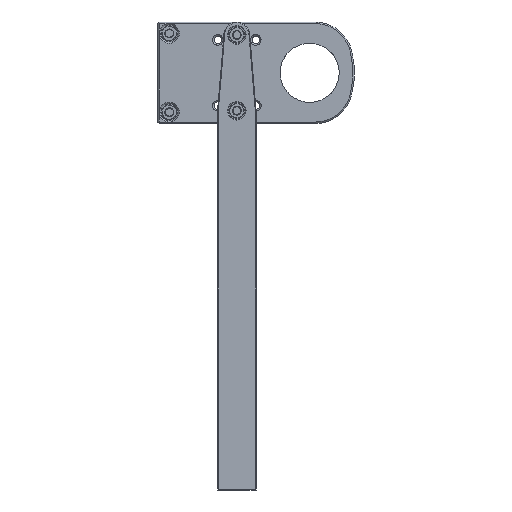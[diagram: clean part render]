
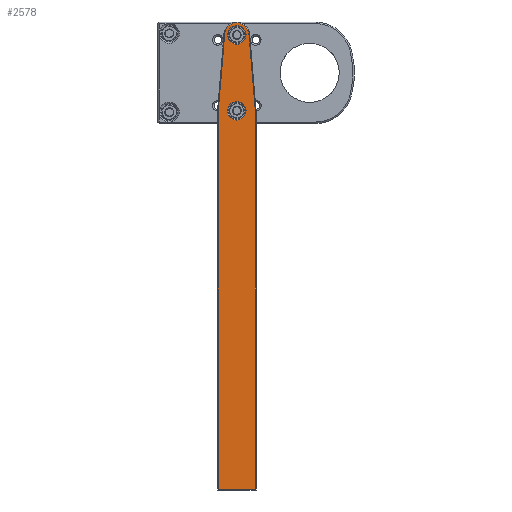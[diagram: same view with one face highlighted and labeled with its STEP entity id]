
A CAD part, front view. The second image highlights one B-rep face of the part: STEP entity #2578.
In plain terms, the highlighted planar face has unit normal (0, -1, 0).
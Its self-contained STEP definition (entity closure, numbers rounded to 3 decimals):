
#2095=DIRECTION('',(0.,0.,-1.));
#2096=VECTOR('',#2095,249.479);
#2097=CARTESIAN_POINT('',(-12.2,0.,-50.021));
#2098=LINE('',#2097,#2096);
#2099=DIRECTION('',(-0.083,0.,-0.997));
#2100=VECTOR('',#2099,50.862);
#2101=CARTESIAN_POINT('',(-7.972,0.,
0.665));
#2102=LINE('',#2101,#2100);
#2103=CARTESIAN_POINT('',(0.,0.,0.));
#2104=DIRECTION('',(0.,-1.,0.));
#2105=DIRECTION('',(0.997,0.,0.083));
#2106=AXIS2_PLACEMENT_3D('',#2103,#2104,#2105);
#2108=DIRECTION('',(-0.083,0.,0.997));
#2109=VECTOR('',#2108,50.862);
#2110=CARTESIAN_POINT('',(12.2,0.,-50.021));
#2111=LINE('',#2110,#2109);
#2112=DIRECTION('',(0.,0.,1.));
#2113=VECTOR('',#2112,249.479);
#2114=CARTESIAN_POINT('',(12.2,0.,-299.5));
#2115=LINE('',#2114,#2113);
#2116=DIRECTION('',(1.,0.,0.));
#2117=VECTOR('',#2116,24.4);
#2118=CARTESIAN_POINT('',(-12.2,0.,-299.5));
#2119=LINE('',#2118,#2117);
#2120=CARTESIAN_POINT('',(0.,0.,-50.));
#2121=DIRECTION('',(0.,1.,0.));
#2122=DIRECTION('',(-1.,0.,0.));
#2123=AXIS2_PLACEMENT_3D('',#2120,#2121,#2122);
#2125=CARTESIAN_POINT('',(0.,0.,-50.));
#2126=DIRECTION('',(0.,1.,0.));
#2127=DIRECTION('',(1.,0.,0.));
#2128=AXIS2_PLACEMENT_3D('',#2125,#2126,#2127);
#2130=CARTESIAN_POINT('',(0.,0.,0.));
#2131=DIRECTION('',(0.,1.,0.));
#2132=DIRECTION('',(-1.,0.,0.));
#2133=AXIS2_PLACEMENT_3D('',#2130,#2131,#2132);
#2135=CARTESIAN_POINT('',(0.,0.,0.));
#2136=DIRECTION('',(0.,1.,0.));
#2137=DIRECTION('',(1.,0.,0.));
#2138=AXIS2_PLACEMENT_3D('',#2135,#2136,#2137);
#2479=CARTESIAN_POINT('',(-12.2,0.,-50.021));
#2480=CARTESIAN_POINT('',(-12.2,0.,-299.5));
#2481=VERTEX_POINT('',#2479);
#2482=VERTEX_POINT('',#2480);
#2483=CARTESIAN_POINT('',(12.2,0.,-299.5));
#2484=VERTEX_POINT('',#2483);
#2487=CARTESIAN_POINT('',(12.2,0.,-50.021));
#2488=VERTEX_POINT('',#2487);
#2493=CARTESIAN_POINT('',(-7.972,0.,
0.665));
#2494=VERTEX_POINT('',#2493);
#2495=CARTESIAN_POINT('',(7.972,0.,0.665));
#2496=VERTEX_POINT('',#2495);
#2531=CARTESIAN_POINT('',(-6.1,0.,-50.));
#2532=CARTESIAN_POINT('',(6.1,0.,-50.));
#2533=VERTEX_POINT('',#2531);
#2534=VERTEX_POINT('',#2532);
#2539=CARTESIAN_POINT('',(-6.1,0.,0.));
#2540=CARTESIAN_POINT('',(6.1,0.,0.));
#2541=VERTEX_POINT('',#2539);
#2542=VERTEX_POINT('',#2540);
#2547=CARTESIAN_POINT('',(0.,0.,0.));
#2548=DIRECTION('',(0.,1.,0.));
#2549=DIRECTION('',(0.,0.,-1.));
#2550=AXIS2_PLACEMENT_3D('',#2547,#2548,#2549);
#2551=PLANE('',#2550);
#2553=ORIENTED_EDGE('',*,*,#2552,.F.);
#2555=ORIENTED_EDGE('',*,*,#2554,.F.);
#2557=ORIENTED_EDGE('',*,*,#2556,.F.);
#2559=ORIENTED_EDGE('',*,*,#2558,.F.);
#2561=ORIENTED_EDGE('',*,*,#2560,.F.);
#2563=ORIENTED_EDGE('',*,*,#2562,.F.);
#2564=EDGE_LOOP('',(#2553,#2555,#2557,#2559,#2561,#2563));
#2565=FACE_OUTER_BOUND('',#2564,.F.);
#2567=ORIENTED_EDGE('',*,*,#2566,.F.);
#2569=ORIENTED_EDGE('',*,*,#2568,.F.);
#2570=EDGE_LOOP('',(#2567,#2569));
#2571=FACE_BOUND('',#2570,.F.);
#2573=ORIENTED_EDGE('',*,*,#2572,.F.);
#2575=ORIENTED_EDGE('',*,*,#2574,.F.);
#2576=EDGE_LOOP('',(#2573,#2575));
#2577=FACE_BOUND('',#2576,.F.);
#2578=ADVANCED_FACE('',(#2565,#2571,#2577),#2551,.F.);
#2107=CIRCLE('',#2106,8.);
#2124=CIRCLE('',#2123,6.1);
#2129=CIRCLE('',#2128,6.1);
#2134=CIRCLE('',#2133,6.1);
#2139=CIRCLE('',#2138,6.1);
#2552=EDGE_CURVE('',#2481,#2482,#2098,.T.);
#2554=EDGE_CURVE('',#2494,#2481,#2102,.T.);
#2556=EDGE_CURVE('',#2496,#2494,#2107,.T.);
#2558=EDGE_CURVE('',#2488,#2496,#2111,.T.);
#2560=EDGE_CURVE('',#2484,#2488,#2115,.T.);
#2562=EDGE_CURVE('',#2482,#2484,#2119,.T.);
#2566=EDGE_CURVE('',#2533,#2534,#2124,.T.);
#2568=EDGE_CURVE('',#2534,#2533,#2129,.T.);
#2572=EDGE_CURVE('',#2541,#2542,#2134,.T.);
#2574=EDGE_CURVE('',#2542,#2541,#2139,.T.);
